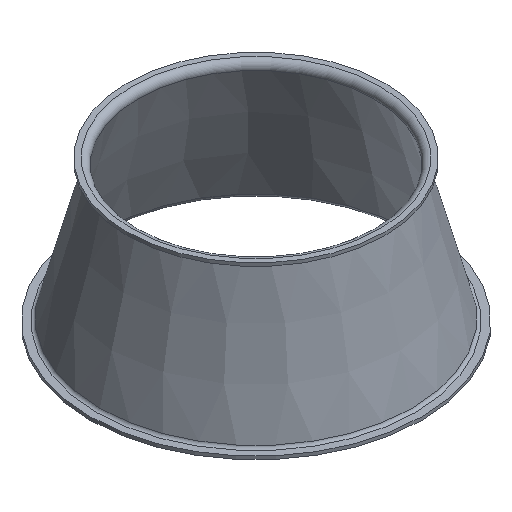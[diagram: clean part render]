
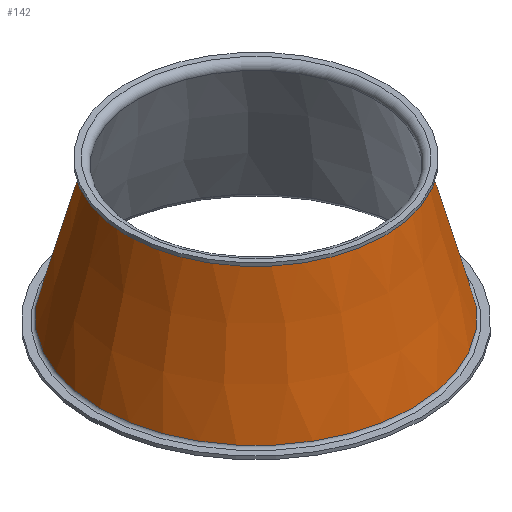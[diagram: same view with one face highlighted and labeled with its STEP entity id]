
A CAD part, isometric view. The second image highlights one B-rep face of the part: STEP entity #142.
In plain terms, the highlighted conical face has half-angle 15.046 degrees and reference radius 89.211 mm.
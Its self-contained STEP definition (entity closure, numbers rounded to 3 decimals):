
#22=CONICAL_SURFACE('',#164,89.211,15.046);
#30=FACE_BOUND('',#62,.T.);
#42=FACE_OUTER_BOUND('',#61,.T.);
#61=EDGE_LOOP('',(#121));
#62=EDGE_LOOP('',(#122));
#78=CIRCLE('',#163,77.786);
#79=CIRCLE('',#165,100.635);
#90=VERTEX_POINT('',#245);
#91=VERTEX_POINT('',#248);
#102=EDGE_CURVE('',#90,#90,#78,.T.);
#103=EDGE_CURVE('',#91,#91,#79,.T.);
#121=ORIENTED_EDGE('',*,*,#103,.F.);
#122=ORIENTED_EDGE('',*,*,#102,.T.);
#142=ADVANCED_FACE('',(#42,#30),#22,.T.);
#163=AXIS2_PLACEMENT_3D('',#246,#203,#204);
#164=AXIS2_PLACEMENT_3D('',#247,#205,#206);
#165=AXIS2_PLACEMENT_3D('',#249,#207,#208);
#203=DIRECTION('center_axis',(0.,0.,-1.));
#204=DIRECTION('ref_axis',(-1.,0.,0.));
#205=DIRECTION('center_axis',(0.,0.,-1.));
#206=DIRECTION('ref_axis',(-1.,0.,0.));
#207=DIRECTION('center_axis',(0.,0.,-1.));
#208=DIRECTION('ref_axis',(-1.,0.,0.));
#245=CARTESIAN_POINT('',(-77.786,0.,41.981));
#246=CARTESIAN_POINT('Origin',(0.,0.,41.981));
#247=CARTESIAN_POINT('Origin',(0.,0.,-0.519));
#248=CARTESIAN_POINT('',(-100.635,0.,-43.019));
#249=CARTESIAN_POINT('Origin',(0.,0.,-43.019));
